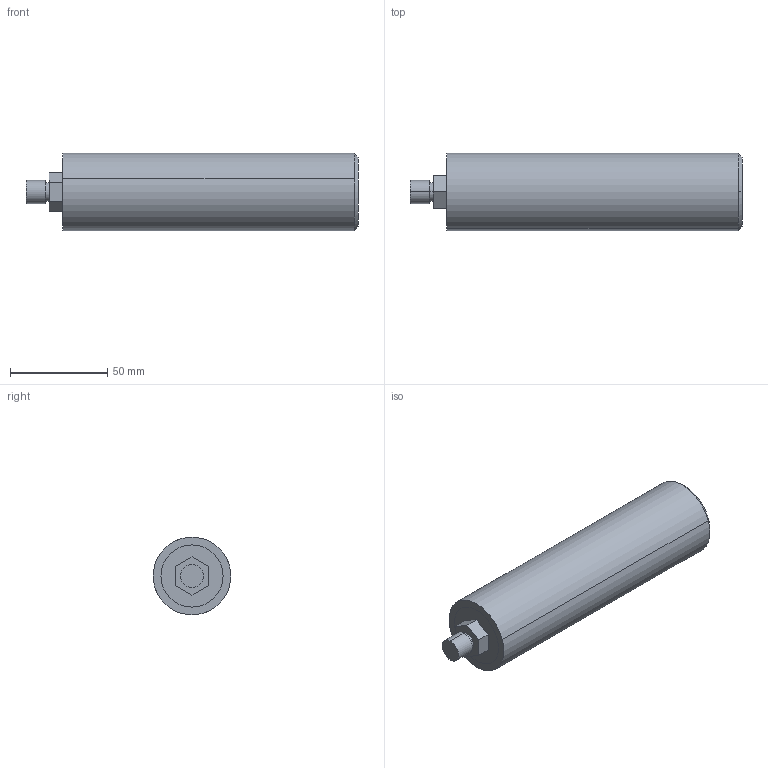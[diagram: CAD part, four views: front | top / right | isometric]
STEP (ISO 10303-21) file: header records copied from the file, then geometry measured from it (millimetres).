
FILE_DESCRIPTION (( 'STEP AP214' ), '1' );
FILE_NAME ('190528_STEP_3121.STEP', '2019-05-28T13:02:54', ( '' ), ( '' ), 'SwSTEP 2.0', 'SolidWorks 2019', '' );
FILE_SCHEMA (( 'AUTOMOTIVE_DESIGN' ));
Length unit declared in the file: millimetre
Products named in the file (1): 190528_STEP_3121
Bounding box: 171 x 40 x 40 mm (x, y, z)
Surface area: 22878.8 mm2 (no closed solid volume)
Topology: 0 solids, 5 shells, 20 faces, 50 edges, 36 vertices
Faces by surface type: plane 12, cylinder 6, cone 2
Entity records: 849 total; most frequent: DIRECTION 116, CARTESIAN_POINT 107, ORIENTED_EDGE 80, EDGE_CURVE 50, AXIS2_PLACEMENT_3D 45, VERTEX_POINT 36, LINE 26, VECTOR 26
